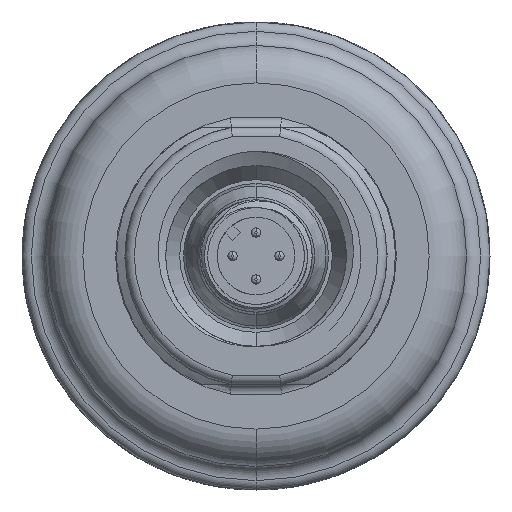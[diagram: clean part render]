
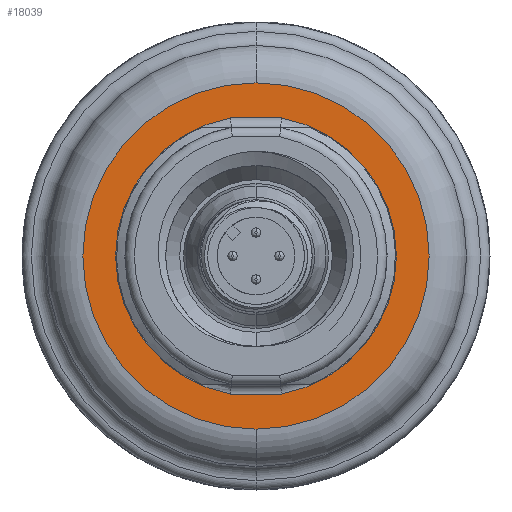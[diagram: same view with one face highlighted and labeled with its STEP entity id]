
A CAD part, front view. The second image highlights one B-rep face of the part: STEP entity #18039.
In plain terms, the highlighted planar face has unit normal (0, -1, 0).
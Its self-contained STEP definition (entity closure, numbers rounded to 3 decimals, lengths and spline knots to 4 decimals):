
#1959=CARTESIAN_POINT('',(0.,-0.1181,0.));
#1960=DIRECTION('',(0.,-1.,0.));
#1961=DIRECTION('',(0.,0.,-1.));
#1962=AXIS2_PLACEMENT_3D('',#1959,#1960,#1961);
#1964=CARTESIAN_POINT('',(0.,-0.1181,0.));
#1965=DIRECTION('',(0.,-1.,0.));
#1966=DIRECTION('',(0.,0.,1.));
#1967=AXIS2_PLACEMENT_3D('',#1964,#1965,#1966);
#1969=CARTESIAN_POINT('',(0.,-0.1181,0.));
#1970=DIRECTION('',(0.,-1.,0.));
#1971=DIRECTION('',(-0.182,0.,0.983));
#1972=AXIS2_PLACEMENT_3D('',#1969,#1970,#1971);
#1974=DIRECTION('',(1.,0.,0.));
#1975=VECTOR('',#1974,0.2147);
#1976=CARTESIAN_POINT('',(-0.1074,-0.1181,
-0.5807));
#1977=LINE('',#1976,#1975);
#1978=CARTESIAN_POINT('',(0.,-0.1181,0.));
#1979=DIRECTION('',(0.,-1.,0.));
#1980=DIRECTION('',(0.182,0.,-0.983));
#1981=AXIS2_PLACEMENT_3D('',#1978,#1979,#1980);
#1983=DIRECTION('',(-1.,0.,0.));
#1984=VECTOR('',#1983,0.2147);
#1985=CARTESIAN_POINT('',(0.1074,-0.1181,
0.5807));
#1986=LINE('',#1985,#1984);
#15161=CARTESIAN_POINT('',(-0.1074,-0.1181,
0.5807));
#15162=CARTESIAN_POINT('',(-0.1074,-0.1181,
-0.5807));
#15163=VERTEX_POINT('',#15161);
#15164=VERTEX_POINT('',#15162);
#15169=CARTESIAN_POINT('',(0.1074,-0.1181,
-0.5807));
#15170=CARTESIAN_POINT('',(0.1074,-0.1181,
0.5807));
#15171=VERTEX_POINT('',#15169);
#15172=VERTEX_POINT('',#15170);
#15521=CARTESIAN_POINT('',(0.,-0.1181,-0.7283));
#15522=CARTESIAN_POINT('',(0.,-0.1181,0.7283));
#15523=VERTEX_POINT('',#15521);
#15524=VERTEX_POINT('',#15522);
#18019=CARTESIAN_POINT('',(0.,-0.1181,0.));
#18020=DIRECTION('',(0.,-1.,0.));
#18021=DIRECTION('',(0.,0.,1.));
#18022=AXIS2_PLACEMENT_3D('',#18019,#18020,#18021);
#18023=PLANE('',#18022);
#18025=ORIENTED_EDGE('',*,*,#18024,.F.);
#18027=ORIENTED_EDGE('',*,*,#18026,.F.);
#18028=EDGE_LOOP('',(#18025,#18027));
#18029=FACE_OUTER_BOUND('',#18028,.F.);
#18031=ORIENTED_EDGE('',*,*,#18030,.T.);
#18033=ORIENTED_EDGE('',*,*,#18032,.T.);
#18034=ORIENTED_EDGE('',*,*,#18009,.T.);
#18036=ORIENTED_EDGE('',*,*,#18035,.T.);
#18037=EDGE_LOOP('',(#18031,#18033,#18034,#18036));
#18038=FACE_BOUND('',#18037,.F.);
#18039=ADVANCED_FACE('',(#18029,#18038),#18023,.T.);
#1963=CIRCLE('',#1962,0.7283);
#1968=CIRCLE('',#1967,0.7283);
#1973=CIRCLE('',#1972,0.5906);
#1982=CIRCLE('',#1981,0.5906);
#18009=EDGE_CURVE('',#15171,#15172,#1982,.T.);
#18024=EDGE_CURVE('',#15523,#15524,#1963,.T.);
#18026=EDGE_CURVE('',#15524,#15523,#1968,.T.);
#18030=EDGE_CURVE('',#15163,#15164,#1973,.T.);
#18032=EDGE_CURVE('',#15164,#15171,#1977,.T.);
#18035=EDGE_CURVE('',#15172,#15163,#1986,.T.);
